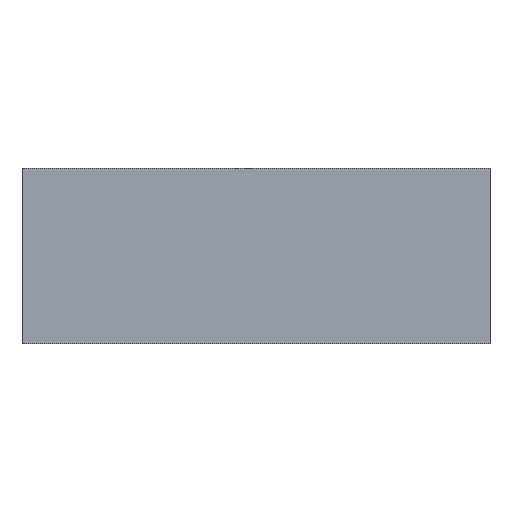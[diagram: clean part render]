
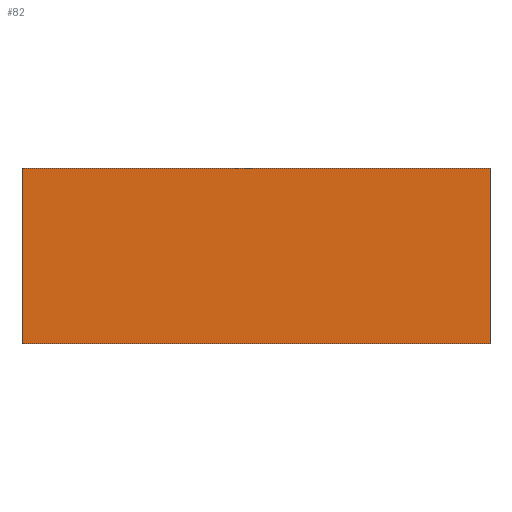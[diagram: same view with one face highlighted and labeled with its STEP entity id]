
A CAD part, left-side view. The second image highlights one B-rep face of the part: STEP entity #82.
In plain terms, the highlighted planar face has unit normal (-1, 0, 0).
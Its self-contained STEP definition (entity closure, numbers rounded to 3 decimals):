
#16=FACE_OUTER_BOUND('',#21,.T.);
#21=EDGE_LOOP('',(#61,#62,#63,#64));
#27=LINE('',#142,#36);
#28=LINE('',#146,#37);
#29=LINE('',#147,#38);
#30=LINE('',#148,#39);
#36=VECTOR('',#120,10.);
#37=VECTOR('',#123,10.);
#38=VECTOR('',#124,10.);
#39=VECTOR('',#125,10.);
#44=VERTEX_POINT('',#138);
#45=VERTEX_POINT('',#140);
#46=VERTEX_POINT('',#144);
#47=VERTEX_POINT('',#145);
#51=EDGE_CURVE('',#44,#45,#27,.T.);
#52=EDGE_CURVE('',#46,#47,#28,.T.);
#53=EDGE_CURVE('',#47,#44,#29,.T.);
#54=EDGE_CURVE('',#46,#45,#30,.T.);
#61=ORIENTED_EDGE('',*,*,#52,.T.);
#62=ORIENTED_EDGE('',*,*,#53,.T.);
#63=ORIENTED_EDGE('',*,*,#51,.T.);
#64=ORIENTED_EDGE('',*,*,#54,.F.);
#77=PLANE('',#110);
#82=ADVANCED_FACE('',(#16),#77,.T.);
#110=AXIS2_PLACEMENT_3D('',#143,#121,#122);
#120=DIRECTION('',(0.,-1.,0.));
#121=DIRECTION('center_axis',(-1.,0.,0.));
#122=DIRECTION('ref_axis',(0.,0.,1.));
#123=DIRECTION('',(0.,1.,0.));
#124=DIRECTION('',(0.,0.,-1.));
#125=DIRECTION('',(0.,0.,-1.));
#138=CARTESIAN_POINT('',(0.,26.7,-5.));
#140=CARTESIAN_POINT('',(0.,0.,-5.));
#142=CARTESIAN_POINT('',(0.,0.,-5.));
#143=CARTESIAN_POINT('Origin',(0.,0.,
0.));
#144=CARTESIAN_POINT('',(0.,0.,5.));
#145=CARTESIAN_POINT('',(0.,26.7,5.));
#146=CARTESIAN_POINT('',(0.,0.,5.));
#147=CARTESIAN_POINT('',(0.,26.7,0.));
#148=CARTESIAN_POINT('',(0.,0.,0.));
